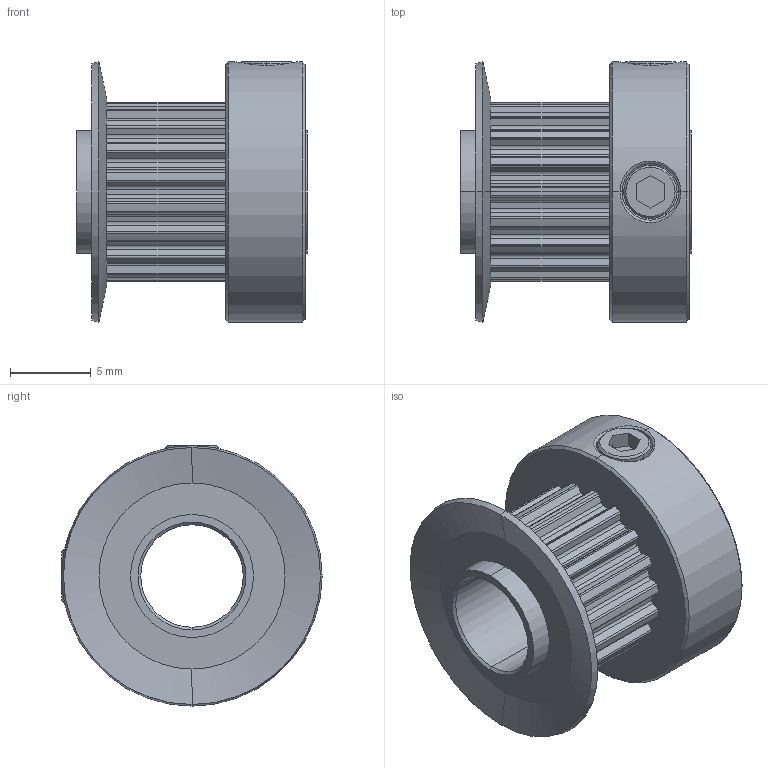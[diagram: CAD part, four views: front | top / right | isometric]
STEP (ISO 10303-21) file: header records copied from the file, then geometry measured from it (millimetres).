
FILE_DESCRIPTION (( 'STEP AP214' ), '1' );
FILE_NAME ('APB18MXL025CF-250.step', '2016-06-13T20:58:21', ( '' ), ( '' ), 'SwSTEP 2.0', 'SolidWorks 2016', '' );
FILE_SCHEMA (( 'AUTOMOTIVE_DESIGN' ));
Length unit declared in the file: inch
Products named in the file (1): APB18MXL025CF-250
Bounding box: 14.29 x 16.13 x 16.13 mm (x, y, z)
Volume: 1296.8 mm3; surface area: 1666.3 mm2
Topology: 3 solids, 3 shells, 219 faces, 610 edges, 401 vertices
Faces by surface type: cylinder 137, plane 60, cone 18, bspline 4
Entity records: 10276 total; most frequent: CARTESIAN_POINT 4357, DIRECTION 1305, ORIENTED_EDGE 1220, EDGE_CURVE 610, AXIS2_PLACEMENT_3D 502, VERTEX_POINT 401, VECTOR 301, LINE 301
